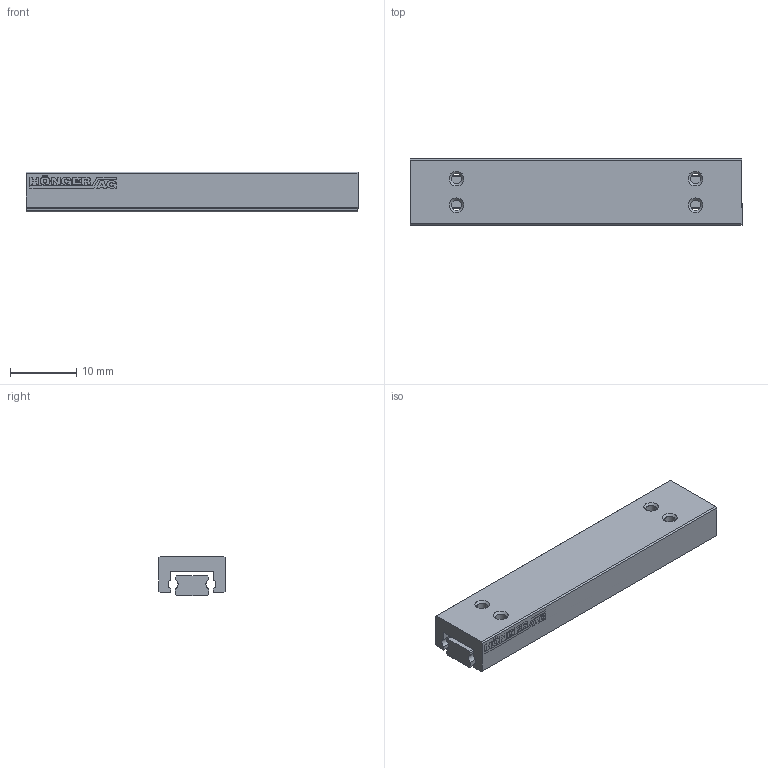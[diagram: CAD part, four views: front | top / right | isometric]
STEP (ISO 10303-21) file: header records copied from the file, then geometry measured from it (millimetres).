
FILE_DESCRIPTION(/* description */ (''),/* implementation_level */ '2;1');
FILE_NAME(/* name */ 'NDN 1-50.40.stp',/* time_stamp */ '2019-06-21T14:59:30+02:00',/* author */ ('Simon.Luternauer'),/* organization */ ('Hoenger AG'),/* preprocessor_version */ 'ST-DEVELOPER v17.2',/* originating_system */ 'Autodesk Inventor 2019',/* authorisation */ '');
FILE_SCHEMA (('AUTOMOTIVE_DESIGN { 1 0 10303 214 3 1 1 }'));
Length unit declared in the file: millimetre
Products named in the file (3): NDN 1-50.40; NDN 1-50.40-DP; NDN 1-15.05-TT
Assembly tree (2 placements, depth 2):
  NDN 1-50.40
    NDN 1-50.40-DP
    NDN 1-15.05-TT
Bounding box: 50 x 10 x 6 mm (x, y, z)
Volume: 2345.2 mm3; surface area: 2827.9 mm2
Topology: 2 solids, 2 shells, 60 faces, 254 edges, 212 vertices
Faces by surface type: plane 42, cylinder 10, cone 8
Full cylindrical faces by diameter (mm): 1.567 x6
Entity records: 2946 total; most frequent: CARTESIAN_POINT 632, ORIENTED_EDGE 508, DIRECTION 393, EDGE_CURVE 254, VERTEX_POINT 212, LINE 175, VECTOR 175, AXIS2_PLACEMENT_3D 109
